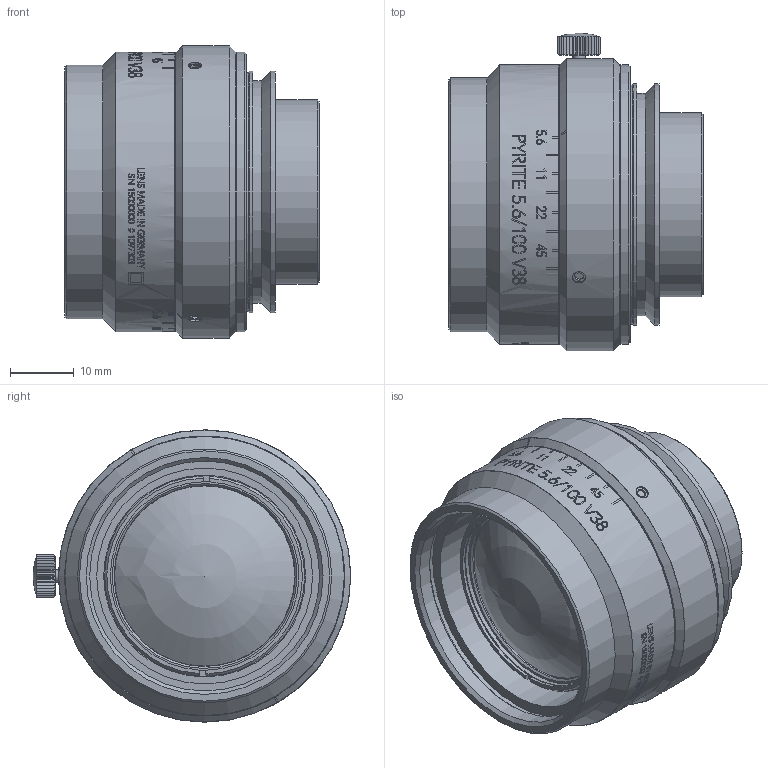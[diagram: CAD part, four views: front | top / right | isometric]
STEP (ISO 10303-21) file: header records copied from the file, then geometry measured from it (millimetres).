
FILE_DESCRIPTION(/* description */ (''),/* implementation_level */ '2;1');
FILE_NAME(/* name */ '1097303_00155149_002.stp',/* time_stamp */ '2021-11-09T11:52:37+01:00',/* author */ (''),/* organization */ (''),/* preprocessor_version */ 'ST-DEVELOPER v16',/* originating_system */ 'SIEMENS PLM Software NX 10.0',/* authorisation */ '');
FILE_SCHEMA (('AP203_CONFIGURATION_CONTROLLED_3D_DESIGN_OF_MECHANICAL_PARTS_AND_ASSEMBLIES_MIM_LF { 1 0 10303 403 2 1 2}'));
Length unit declared in the file: millimetre
Products named in the file (1): Froe55243C83alim
Bounding box: 40.04 x 50.02 x 46.05 mm (x, y, z)
Volume: 42766.8 mm3; surface area: 15665 mm2
Topology: 1 solids, 6 shells, 393 faces, 1377 edges, 1148 vertices
Faces by surface type: cylinder 183, plane 173, cone 30, torus 4, sphere 3
Full cylindrical faces by diameter (mm): 1.7 x3, 1.9 x3, 2 x1, 2.05 x3, 2.7 x3, 22 x1, 22.6 x1, 24 x1, 24.7 x1, 24.832 x1, 25.8 x1, 25.96 x1, 26.6 x1, 28.5 x1, 29 x1, 29.869 x1, 31.791 x1, 33 x1, 34 x1, 35 x1, 36.2 x1, 37.3 x1, 38 x2, 39 x1, 39.5 x1, 40 x1, 44 x2, 44.05 x1, 46 x1
Entity records: 17265 total; most frequent: CARTESIAN_POINT 6675, ORIENTED_EDGE 2525, DIRECTION 1430, EDGE_CURVE 1284, VERTEX_POINT 1126, B_SPLINE_CURVE_WITH_KNOTS 807, EDGE_LOOP 623, AXIS2_PLACEMENT_3D 597
